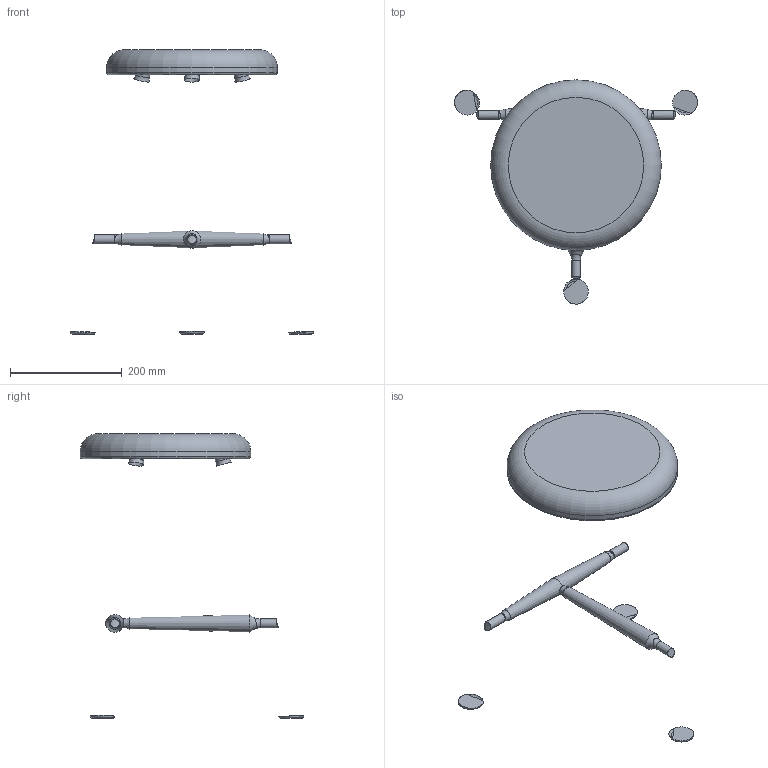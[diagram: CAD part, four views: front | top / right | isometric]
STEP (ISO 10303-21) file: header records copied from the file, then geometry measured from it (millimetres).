
FILE_DESCRIPTION(/* description */ (''),/* implementation_level */ '2;1');
FILE_NAME(/* name */ 'model.step',/* time_stamp */ '2025-05-01T21:52:15-05:00',/* author */ (''),/* organization */ (''),/* preprocessor_version */ 'ST-DEVELOPER v20.1',/* originating_system */ 'Autodesk Translation Framework v14.4.0.0',/* authorisation */ '');
FILE_SCHEMA (('AUTOMOTIVE_DESIGN { 1 0 10303 214 3 1 1 }'));
Length unit declared in the file: millimetre
Products named in the file (1): toad-stool
Bounding box: 434.23 x 399.86 x 508 mm (x, y, z)
Volume: 4782505.1 mm3; surface area: 411563.5 mm2
Topology: 6 solids, 6 shells, 56 faces, 136 edges, 93 vertices
Faces by surface type: torus 17, cylinder 15, plane 11, cone 10, bspline 3
Full cylindrical faces by diameter (mm): 15.875 x8, 25.4 x6, 304.8 x1
Entity records: 2686 total; most frequent: CARTESIAN_POINT 1322, ORIENTED_EDGE 272, DIRECTION 267, EDGE_CURVE 136, AXIS2_PLACEMENT_3D 123, VERTEX_POINT 93, EDGE_LOOP 65, CIRCLE 63
